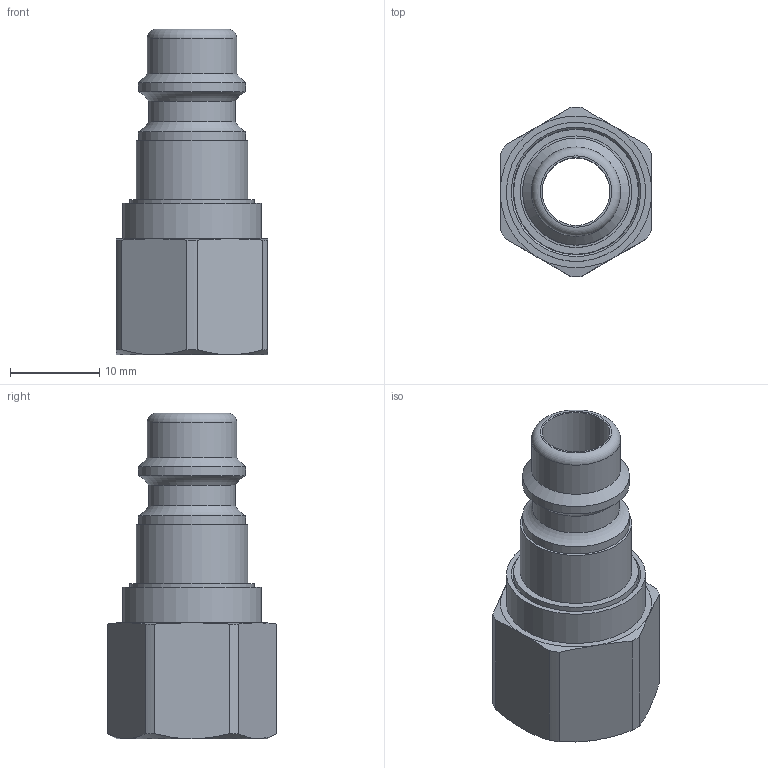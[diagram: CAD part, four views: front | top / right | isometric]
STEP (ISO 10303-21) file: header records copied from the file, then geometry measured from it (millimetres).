
FILE_DESCRIPTION(/* description */ (''),/* implementation_level */ '2;1');
FILE_NAME(/* name */ 'ESIFK 14 NIG.stp',/* time_stamp */ '2021-09-08T07:28:09+02:00',/* author */ ('Fabian.schmidt'),/* organization */ (''),/* preprocessor_version */ 'ST-DEVELOPER v17',/* originating_system */ 'Autodesk Inventor 2018',/* authorisation */ '0 mm^3');
FILE_SCHEMA (('AUTOMOTIVE_DESIGN { 1 0 10303 214 3 1 1 }'));
Length unit declared in the file: millimetre
Products named in the file (1): LUE_00027962
Bounding box: 17 x 19 x 36.5 mm (x, y, z)
Volume: 3685.7 mm3; surface area: 3362.2 mm2
Topology: 1 solids, 1 shells, 49 faces, 122 edges, 80 vertices
Faces by surface type: cone 17, cylinder 16, plane 13, torus 3
Full cylindrical faces by diameter (mm): 7.6 x1, 9.75 x1, 10 x1, 11.445 x1, 12 x2, 12.5 x1, 14 x1, 14.1 x1, 15.6 x1
Entity records: 1526 total; most frequent: CARTESIAN_POINT 300, DIRECTION 269, ORIENTED_EDGE 244, EDGE_CURVE 122, AXIS2_PLACEMENT_3D 121, VERTEX_POINT 80, CIRCLE 71, EDGE_LOOP 56
